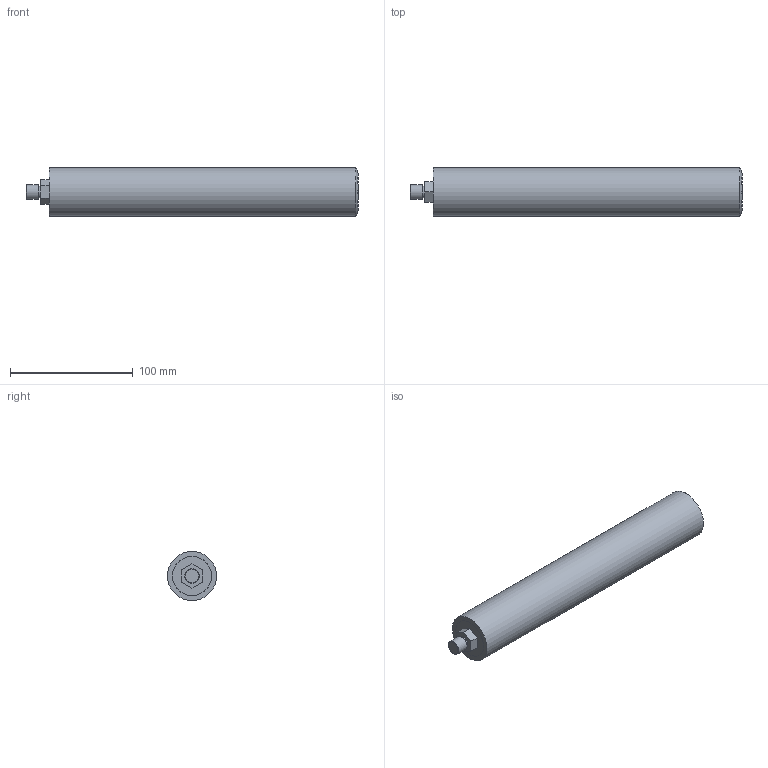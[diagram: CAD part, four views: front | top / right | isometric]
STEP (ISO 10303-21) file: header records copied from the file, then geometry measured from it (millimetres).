
FILE_DESCRIPTION (( 'STEP AP203' ), '1' );
FILE_NAME ('220511 STEP 0025.STEP', '2022-05-11T14:39:57', ( '' ), ( '' ), 'SwSTEP 2.0', 'SolidWorks 2021', '' );
FILE_SCHEMA (( 'CONFIG_CONTROL_DESIGN' ));
Length unit declared in the file: millimetre
Products named in the file (1): 220511 STEP 0025
Bounding box: 271 x 40 x 40 mm (x, y, z)
Surface area: 35838.1 mm2 (no closed solid volume)
Topology: 0 solids, 5 shells, 19 faces, 41 edges, 29 vertices
Faces by surface type: plane 13, cylinder 3, cone 2, torus 1
Full cylindrical faces by diameter (mm): 9.5 x1, 12 x1, 40 x1
Entity records: 550 total; most frequent: DIRECTION 88, CARTESIAN_POINT 80, ORIENTED_EDGE 53, AXIS2_PLACEMENT_3D 35, EDGE_CURVE 33, EDGE_LOOP 30, VERTEX_POINT 27, FACE_OUTER_BOUND 23
